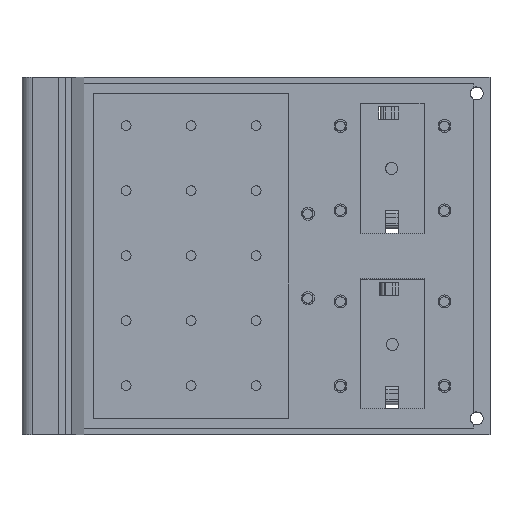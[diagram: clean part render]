
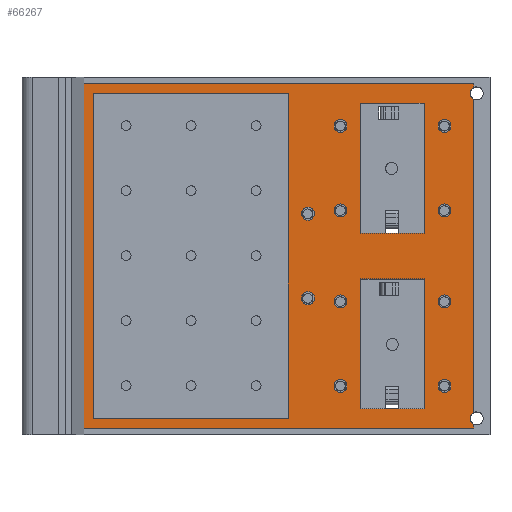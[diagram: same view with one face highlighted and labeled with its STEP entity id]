
A CAD part, top view. The second image highlights one B-rep face of the part: STEP entity #66267.
In plain terms, the highlighted planar face has unit normal (0, 0, 1).
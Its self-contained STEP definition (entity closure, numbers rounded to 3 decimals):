
#65160 = EDGE_CURVE('',#65161,#65163,#65165,.T.);
#65161 = VERTEX_POINT('',#65162);
#65162 = CARTESIAN_POINT('',(15.,-23.5,1.));
#65163 = VERTEX_POINT('',#65164);
#65164 = CARTESIAN_POINT('',(15.,-3.5,1.));
#65165 = LINE('',#65166,#65167);
#65166 = CARTESIAN_POINT('',(15.,-23.5,1.));
#65167 = VECTOR('',#65168,1.);
#65168 = DIRECTION('',(0.,1.,0.));
#65191 = EDGE_CURVE('',#65192,#65161,#65194,.T.);
#65192 = VERTEX_POINT('',#65193);
#65193 = CARTESIAN_POINT('',(25.,-23.5,1.));
#65194 = LINE('',#65195,#65196);
#65195 = CARTESIAN_POINT('',(25.,-23.5,1.));
#65196 = VECTOR('',#65197,1.);
#65197 = DIRECTION('',(-1.,0.,0.));
#65215 = EDGE_CURVE('',#65163,#65216,#65218,.T.);
#65216 = VERTEX_POINT('',#65217);
#65217 = CARTESIAN_POINT('',(25.,-3.5,1.));
#65218 = LINE('',#65219,#65220);
#65219 = CARTESIAN_POINT('',(15.,-3.5,1.));
#65220 = VECTOR('',#65221,1.);
#65221 = DIRECTION('',(1.,0.,0.));
#65239 = EDGE_CURVE('',#65216,#65192,#65240,.T.);
#65240 = LINE('',#65241,#65242);
#65241 = CARTESIAN_POINT('',(25.,-3.5,1.));
#65242 = VECTOR('',#65243,1.);
#65243 = DIRECTION('',(0.,-1.,0.));
#65448 = EDGE_CURVE('',#65449,#65451,#65453,.T.);
#65449 = VERTEX_POINT('',#65450);
#65450 = CARTESIAN_POINT('',(-26.,-25.,1.));
#65451 = VERTEX_POINT('',#65452);
#65452 = CARTESIAN_POINT('',(-26.,25.,1.));
#65453 = LINE('',#65454,#65455);
#65454 = CARTESIAN_POINT('',(-26.,-25.,1.));
#65455 = VECTOR('',#65456,1.);
#65456 = DIRECTION('',(0.,1.,0.));
#65479 = EDGE_CURVE('',#65480,#65449,#65482,.T.);
#65480 = VERTEX_POINT('',#65481);
#65481 = CARTESIAN_POINT('',(4.,-25.,1.));
#65482 = LINE('',#65483,#65484);
#65483 = CARTESIAN_POINT('',(4.,-25.,1.));
#65484 = VECTOR('',#65485,1.);
#65485 = DIRECTION('',(-1.,0.,0.));
#65503 = EDGE_CURVE('',#65451,#65504,#65506,.T.);
#65504 = VERTEX_POINT('',#65505);
#65505 = CARTESIAN_POINT('',(4.,25.,1.));
#65506 = LINE('',#65507,#65508);
#65507 = CARTESIAN_POINT('',(-26.,25.,1.));
#65508 = VECTOR('',#65509,1.);
#65509 = DIRECTION('',(1.,0.,0.));
#65527 = EDGE_CURVE('',#65504,#65480,#65528,.T.);
#65528 = LINE('',#65529,#65530);
#65529 = CARTESIAN_POINT('',(4.,25.,1.));
#65530 = VECTOR('',#65531,1.);
#65531 = DIRECTION('',(0.,-1.,0.));
#65736 = EDGE_CURVE('',#65737,#65739,#65741,.T.);
#65737 = VERTEX_POINT('',#65738);
#65738 = CARTESIAN_POINT('',(15.,3.5,1.));
#65739 = VERTEX_POINT('',#65740);
#65740 = CARTESIAN_POINT('',(15.,23.5,1.));
#65741 = LINE('',#65742,#65743);
#65742 = CARTESIAN_POINT('',(15.,3.5,1.));
#65743 = VECTOR('',#65744,1.);
#65744 = DIRECTION('',(0.,1.,0.));
#65767 = EDGE_CURVE('',#65768,#65737,#65770,.T.);
#65768 = VERTEX_POINT('',#65769);
#65769 = CARTESIAN_POINT('',(25.,3.5,1.));
#65770 = LINE('',#65771,#65772);
#65771 = CARTESIAN_POINT('',(25.,3.5,1.));
#65772 = VECTOR('',#65773,1.);
#65773 = DIRECTION('',(-1.,0.,0.));
#65791 = EDGE_CURVE('',#65739,#65792,#65794,.T.);
#65792 = VERTEX_POINT('',#65793);
#65793 = CARTESIAN_POINT('',(25.,23.5,1.));
#65794 = LINE('',#65795,#65796);
#65795 = CARTESIAN_POINT('',(15.,23.5,1.));
#65796 = VECTOR('',#65797,1.);
#65797 = DIRECTION('',(1.,0.,0.));
#65815 = EDGE_CURVE('',#65792,#65768,#65816,.T.);
#65816 = LINE('',#65817,#65818);
#65817 = CARTESIAN_POINT('',(25.,23.5,1.));
#65818 = VECTOR('',#65819,1.);
#65819 = DIRECTION('',(0.,-1.,0.));
#66005 = VERTEX_POINT('',#66006);
#66006 = CARTESIAN_POINT('',(32.5,-26.5,1.));
#66012 = EDGE_CURVE('',#66005,#66013,#66015,.T.);
#66013 = VERTEX_POINT('',#66014);
#66014 = CARTESIAN_POINT('',(-27.5,-26.5,1.));
#66015 = LINE('',#66016,#66017);
#66016 = CARTESIAN_POINT('',(32.5,-26.5,1.));
#66017 = VECTOR('',#66018,1.);
#66018 = DIRECTION('',(-1.,0.,0.));
#66037 = VERTEX_POINT('',#66038);
#66038 = CARTESIAN_POINT('',(32.5,-25.889,1.));
#66044 = EDGE_CURVE('',#66037,#66005,#66045,.T.);
#66045 = LINE('',#66046,#66047);
#66046 = CARTESIAN_POINT('',(32.5,26.5,1.));
#66047 = VECTOR('',#66048,1.);
#66048 = DIRECTION('',(0.,-1.,0.));
#66068 = EDGE_CURVE('',#66037,#66069,#66071,.T.);
#66069 = VERTEX_POINT('',#66070);
#66070 = CARTESIAN_POINT('',(32.5,-24.111,1.));
#66071 = CIRCLE('',#66072,1.);
#66072 = AXIS2_PLACEMENT_3D('',#66073,#66074,#66075);
#66073 = CARTESIAN_POINT('',(32.958,-25.,1.));
#66074 = DIRECTION('',(0.,0.,-1.));
#66075 = DIRECTION('',(1.,0.,0.));
#66095 = VERTEX_POINT('',#66096);
#66096 = CARTESIAN_POINT('',(32.5,24.111,1.));
#66102 = EDGE_CURVE('',#66095,#66069,#66103,.T.);
#66103 = LINE('',#66104,#66105);
#66104 = CARTESIAN_POINT('',(32.5,26.5,1.));
#66105 = VECTOR('',#66106,1.);
#66106 = DIRECTION('',(0.,-1.,0.));
#66134 = EDGE_CURVE('',#66095,#66135,#66137,.T.);
#66135 = VERTEX_POINT('',#66136);
#66136 = CARTESIAN_POINT('',(32.5,25.889,1.));
#66137 = CIRCLE('',#66138,1.);
#66138 = AXIS2_PLACEMENT_3D('',#66139,#66140,#66141);
#66139 = CARTESIAN_POINT('',(32.958,25.,1.));
#66140 = DIRECTION('',(0.,0.,-1.));
#66141 = DIRECTION('',(1.,0.,0.));
#66161 = VERTEX_POINT('',#66162);
#66162 = CARTESIAN_POINT('',(32.5,26.5,1.));
#66168 = EDGE_CURVE('',#66161,#66135,#66169,.T.);
#66169 = LINE('',#66170,#66171);
#66170 = CARTESIAN_POINT('',(32.5,26.5,1.));
#66171 = VECTOR('',#66172,1.);
#66172 = DIRECTION('',(0.,-1.,0.));
#66184 = VERTEX_POINT('',#66185);
#66185 = CARTESIAN_POINT('',(-27.5,26.5,1.));
#66191 = EDGE_CURVE('',#66184,#66161,#66192,.T.);
#66192 = LINE('',#66193,#66194);
#66193 = CARTESIAN_POINT('',(-27.5,26.5,1.));
#66194 = VECTOR('',#66195,1.);
#66195 = DIRECTION('',(1.,0.,0.));
#66267 = ADVANCED_FACE('',(#66268,#66283,#66294,#66305,#66311,#66322,
    #66333,#66344,#66350,#66361,#66372,#66383,#66394,#66400),#66411,.T.
  );
#66268 = FACE_BOUND('',#66269,.T.);
#66269 = EDGE_LOOP('',(#66270,#66271,#66277,#66278,#66279,#66280,#66281,
    #66282));
#66270 = ORIENTED_EDGE('',*,*,#66191,.F.);
#66271 = ORIENTED_EDGE('',*,*,#66272,.F.);
#66272 = EDGE_CURVE('',#66013,#66184,#66273,.T.);
#66273 = LINE('',#66274,#66275);
#66274 = CARTESIAN_POINT('',(-27.5,-26.5,1.));
#66275 = VECTOR('',#66276,1.);
#66276 = DIRECTION('',(0.,1.,0.));
#66277 = ORIENTED_EDGE('',*,*,#66012,.F.);
#66278 = ORIENTED_EDGE('',*,*,#66044,.F.);
#66279 = ORIENTED_EDGE('',*,*,#66068,.T.);
#66280 = ORIENTED_EDGE('',*,*,#66102,.F.);
#66281 = ORIENTED_EDGE('',*,*,#66134,.T.);
#66282 = ORIENTED_EDGE('',*,*,#66168,.F.);
#66283 = FACE_BOUND('',#66284,.T.);
#66284 = EDGE_LOOP('',(#66285));
#66285 = ORIENTED_EDGE('',*,*,#66286,.T.);
#66286 = EDGE_CURVE('',#66287,#66287,#66289,.T.);
#66287 = VERTEX_POINT('',#66288);
#66288 = CARTESIAN_POINT('',(13.,-20.,1.));
#66289 = CIRCLE('',#66290,1.);
#66290 = AXIS2_PLACEMENT_3D('',#66291,#66292,#66293);
#66291 = CARTESIAN_POINT('',(12.,-20.,1.));
#66292 = DIRECTION('',(0.,0.,-1.));
#66293 = DIRECTION('',(1.,0.,0.));
#66294 = FACE_BOUND('',#66295,.T.);
#66295 = EDGE_LOOP('',(#66296));
#66296 = ORIENTED_EDGE('',*,*,#66297,.T.);
#66297 = EDGE_CURVE('',#66298,#66298,#66300,.T.);
#66298 = VERTEX_POINT('',#66299);
#66299 = CARTESIAN_POINT('',(29.,-20.,1.));
#66300 = CIRCLE('',#66301,1.);
#66301 = AXIS2_PLACEMENT_3D('',#66302,#66303,#66304);
#66302 = CARTESIAN_POINT('',(28.,-20.,1.));
#66303 = DIRECTION('',(0.,0.,-1.));
#66304 = DIRECTION('',(1.,0.,0.));
#66305 = FACE_BOUND('',#66306,.T.);
#66306 = EDGE_LOOP('',(#66307,#66308,#66309,#66310));
#66307 = ORIENTED_EDGE('',*,*,#65160,.T.);
#66308 = ORIENTED_EDGE('',*,*,#65215,.T.);
#66309 = ORIENTED_EDGE('',*,*,#65239,.T.);
#66310 = ORIENTED_EDGE('',*,*,#65191,.T.);
#66311 = FACE_BOUND('',#66312,.T.);
#66312 = EDGE_LOOP('',(#66313));
#66313 = ORIENTED_EDGE('',*,*,#66314,.T.);
#66314 = EDGE_CURVE('',#66315,#66315,#66317,.T.);
#66315 = VERTEX_POINT('',#66316);
#66316 = CARTESIAN_POINT('',(8.,-6.5,1.));
#66317 = CIRCLE('',#66318,1.);
#66318 = AXIS2_PLACEMENT_3D('',#66319,#66320,#66321);
#66319 = CARTESIAN_POINT('',(7.,-6.5,1.));
#66320 = DIRECTION('',(0.,0.,-1.));
#66321 = DIRECTION('',(1.,0.,0.));
#66322 = FACE_BOUND('',#66323,.T.);
#66323 = EDGE_LOOP('',(#66324));
#66324 = ORIENTED_EDGE('',*,*,#66325,.T.);
#66325 = EDGE_CURVE('',#66326,#66326,#66328,.T.);
#66326 = VERTEX_POINT('',#66327);
#66327 = CARTESIAN_POINT('',(13.,-7.,1.));
#66328 = CIRCLE('',#66329,1.);
#66329 = AXIS2_PLACEMENT_3D('',#66330,#66331,#66332);
#66330 = CARTESIAN_POINT('',(12.,-7.,1.));
#66331 = DIRECTION('',(0.,0.,-1.));
#66332 = DIRECTION('',(1.,0.,0.));
#66333 = FACE_BOUND('',#66334,.T.);
#66334 = EDGE_LOOP('',(#66335));
#66335 = ORIENTED_EDGE('',*,*,#66336,.T.);
#66336 = EDGE_CURVE('',#66337,#66337,#66339,.T.);
#66337 = VERTEX_POINT('',#66338);
#66338 = CARTESIAN_POINT('',(29.,-7.,1.));
#66339 = CIRCLE('',#66340,1.);
#66340 = AXIS2_PLACEMENT_3D('',#66341,#66342,#66343);
#66341 = CARTESIAN_POINT('',(28.,-7.,1.));
#66342 = DIRECTION('',(0.,0.,-1.));
#66343 = DIRECTION('',(1.,0.,0.));
#66344 = FACE_BOUND('',#66345,.T.);
#66345 = EDGE_LOOP('',(#66346,#66347,#66348,#66349));
#66346 = ORIENTED_EDGE('',*,*,#65448,.T.);
#66347 = ORIENTED_EDGE('',*,*,#65503,.T.);
#66348 = ORIENTED_EDGE('',*,*,#65527,.T.);
#66349 = ORIENTED_EDGE('',*,*,#65479,.T.);
#66350 = FACE_BOUND('',#66351,.T.);
#66351 = EDGE_LOOP('',(#66352));
#66352 = ORIENTED_EDGE('',*,*,#66353,.T.);
#66353 = EDGE_CURVE('',#66354,#66354,#66356,.T.);
#66354 = VERTEX_POINT('',#66355);
#66355 = CARTESIAN_POINT('',(8.,6.5,1.));
#66356 = CIRCLE('',#66357,1.);
#66357 = AXIS2_PLACEMENT_3D('',#66358,#66359,#66360);
#66358 = CARTESIAN_POINT('',(7.,6.5,1.));
#66359 = DIRECTION('',(0.,0.,-1.));
#66360 = DIRECTION('',(1.,0.,0.));
#66361 = FACE_BOUND('',#66362,.T.);
#66362 = EDGE_LOOP('',(#66363));
#66363 = ORIENTED_EDGE('',*,*,#66364,.T.);
#66364 = EDGE_CURVE('',#66365,#66365,#66367,.T.);
#66365 = VERTEX_POINT('',#66366);
#66366 = CARTESIAN_POINT('',(13.,7.,1.));
#66367 = CIRCLE('',#66368,1.);
#66368 = AXIS2_PLACEMENT_3D('',#66369,#66370,#66371);
#66369 = CARTESIAN_POINT('',(12.,7.,1.));
#66370 = DIRECTION('',(0.,0.,-1.));
#66371 = DIRECTION('',(1.,0.,0.));
#66372 = FACE_BOUND('',#66373,.T.);
#66373 = EDGE_LOOP('',(#66374));
#66374 = ORIENTED_EDGE('',*,*,#66375,.T.);
#66375 = EDGE_CURVE('',#66376,#66376,#66378,.T.);
#66376 = VERTEX_POINT('',#66377);
#66377 = CARTESIAN_POINT('',(29.,7.,1.));
#66378 = CIRCLE('',#66379,1.);
#66379 = AXIS2_PLACEMENT_3D('',#66380,#66381,#66382);
#66380 = CARTESIAN_POINT('',(28.,7.,1.));
#66381 = DIRECTION('',(0.,0.,-1.));
#66382 = DIRECTION('',(1.,0.,0.));
#66383 = FACE_BOUND('',#66384,.T.);
#66384 = EDGE_LOOP('',(#66385));
#66385 = ORIENTED_EDGE('',*,*,#66386,.T.);
#66386 = EDGE_CURVE('',#66387,#66387,#66389,.T.);
#66387 = VERTEX_POINT('',#66388);
#66388 = CARTESIAN_POINT('',(13.,20.,1.));
#66389 = CIRCLE('',#66390,1.);
#66390 = AXIS2_PLACEMENT_3D('',#66391,#66392,#66393);
#66391 = CARTESIAN_POINT('',(12.,20.,1.));
#66392 = DIRECTION('',(0.,0.,-1.));
#66393 = DIRECTION('',(1.,0.,0.));
#66394 = FACE_BOUND('',#66395,.T.);
#66395 = EDGE_LOOP('',(#66396,#66397,#66398,#66399));
#66396 = ORIENTED_EDGE('',*,*,#65736,.T.);
#66397 = ORIENTED_EDGE('',*,*,#65791,.T.);
#66398 = ORIENTED_EDGE('',*,*,#65815,.T.);
#66399 = ORIENTED_EDGE('',*,*,#65767,.T.);
#66400 = FACE_BOUND('',#66401,.T.);
#66401 = EDGE_LOOP('',(#66402));
#66402 = ORIENTED_EDGE('',*,*,#66403,.T.);
#66403 = EDGE_CURVE('',#66404,#66404,#66406,.T.);
#66404 = VERTEX_POINT('',#66405);
#66405 = CARTESIAN_POINT('',(29.,20.,1.));
#66406 = CIRCLE('',#66407,1.);
#66407 = AXIS2_PLACEMENT_3D('',#66408,#66409,#66410);
#66408 = CARTESIAN_POINT('',(28.,20.,1.));
#66409 = DIRECTION('',(0.,0.,-1.));
#66410 = DIRECTION('',(1.,0.,0.));
#66411 = PLANE('',#66412);
#66412 = AXIS2_PLACEMENT_3D('',#66413,#66414,#66415);
#66413 = CARTESIAN_POINT('',(2.5,0.,1.));
#66414 = DIRECTION('',(0.,0.,1.));
#66415 = DIRECTION('',(1.,0.,0.));
